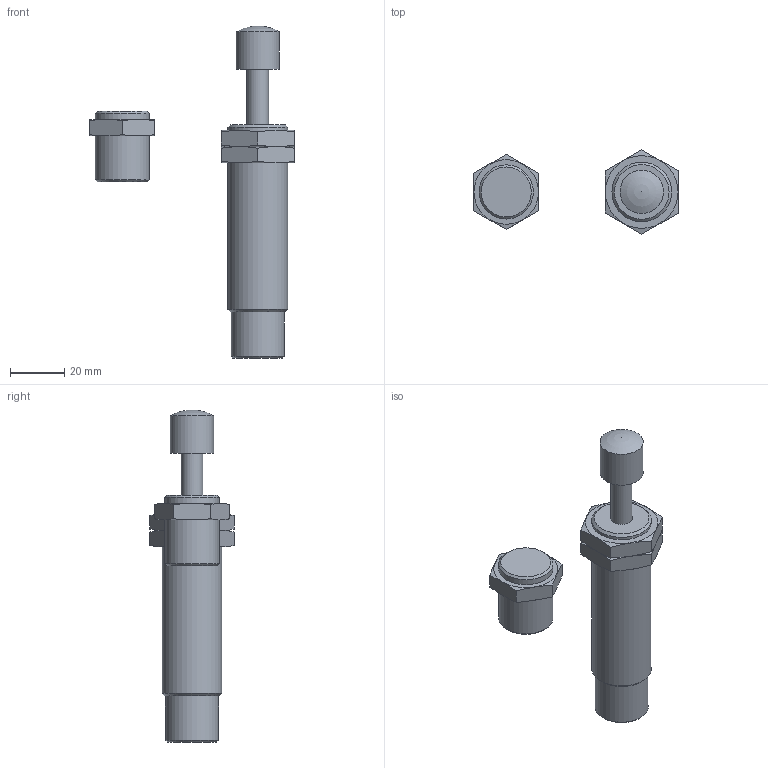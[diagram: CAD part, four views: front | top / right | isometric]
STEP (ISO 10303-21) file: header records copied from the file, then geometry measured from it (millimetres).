
FILE_DESCRIPTION(/* description */ ('STEP AP214'),/* implementation_level */ '2;1');
FILE_NAME(/* name */ '116249_SLE-32-YSR-C',/* time_stamp */ '2024-09-15T06:36:36+02:00',/* author */ ('License CC BY-ND 4.0'),/* organization */ ('CADENAS'),/* preprocessor_version */ 'ST-DEVELOPER v19.3',/* originating_system */ 'PARTsolutions',/* authorisation */ ' ');
FILE_SCHEMA (('AUTOMOTIVE_DESIGN {1 0 10303 214 3 1 1}'));
Length unit declared in the file: millimetre
Products named in the file (5): 116249 SLE-32-YSR-C---(1); 331500 M20x1,25; 237256 YSR-16 M20x1.25-6-24; 34573 YSR-16-20-C---(2_OUT)-P; 337143 VAL-1/8-10 M22X1.5-6-27
Assembly tree (5 placements, depth 2):
  116249 SLE-32-YSR-C---(1)
    331500 M20x1,25
    237256 YSR-16 M20x1.25-6-24
    34573 YSR-16-20-C---(2_OUT)-P
    337143 VAL-1/8-10 M22X1.5-6-27  x2
Bounding box: 75.5 x 31.18 x 122.5 mm (x, y, z)
Volume: 47738.6 mm3; surface area: 14611.9 mm2
Topology: 5 solids, 5 shells, 63 faces, 139 edges, 89 vertices
Faces by surface type: plane 37, cone 17, cylinder 8, sphere 1
Full cylindrical faces by diameter (mm): 8 x1, 16 x1, 18.376 x1, 19.6 x1, 20 x1, 20.376 x2, 22 x1
Entity records: 1379 total; most frequent: CARTESIAN_POINT 296, DIRECTION 196, ORIENTED_EDGE 162, AXIS2_PLACEMENT_3D 83, EDGE_CURVE 81, EDGE_LOOP 78, FACE_BOUND 78, VERTEX_POINT 63
